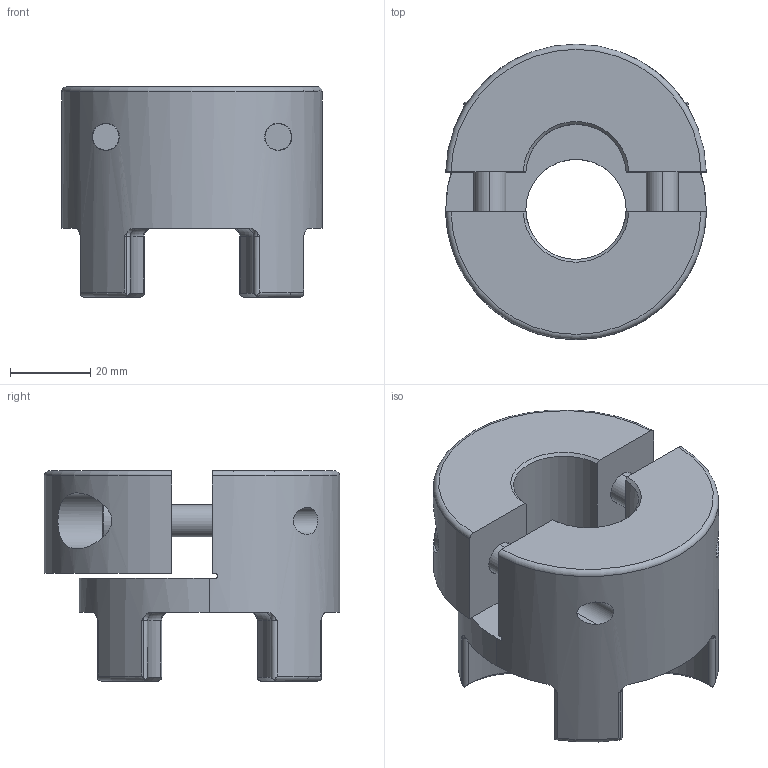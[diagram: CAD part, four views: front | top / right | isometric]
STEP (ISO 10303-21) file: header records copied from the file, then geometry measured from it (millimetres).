
FILE_DESCRIPTION (( 'STEP AP203' ), '1' );
FILE_NAME ('SJC-65CW.STEP', '2024-05-10T08:29:16', ( '' ), ( '' ), 'SwSTEP 2.0', 'SolidWorks 2024', '' );
FILE_SCHEMA (( 'CONFIG_CONTROL_DESIGN' ));
Length unit declared in the file: millimetre
Products named in the file (4): SJC-65CW-B_25; SJC-65CW-C_25; KS 1003 - M8 x 30 x 30-N_KS 1003 - M8 x 30 x 30-N; SJC-65CW
Assembly tree (4 placements, depth 2):
  SJC-65CW
    SJC-65CW-B_25
    SJC-65CW-C_25
    KS 1003 - M8 x 30 x 30-N_KS 1003 - M8 x 30 x 30-N  x2
Bounding box: 65 x 73.7 x 52.5 mm (x, y, z)
Volume: 101524 mm3; surface area: 28850.8 mm2
Topology: 4 solids, 4 shells, 207 faces, 518 edges, 318 vertices
Faces by surface type: cylinder 72, torus 54, plane 53, cone 28
Entity records: 6501 total; most frequent: CARTESIAN_POINT 1815, DIRECTION 924, ORIENTED_EDGE 892, EDGE_CURVE 446, AXIS2_PLACEMENT_3D 395, VERTEX_POINT 281, CIRCLE 212, EDGE_LOOP 191
